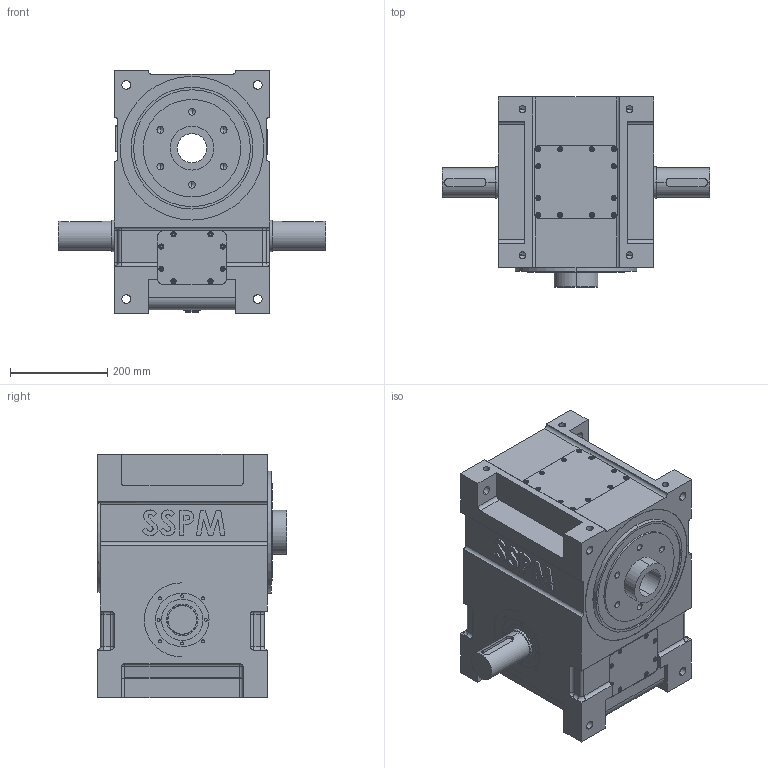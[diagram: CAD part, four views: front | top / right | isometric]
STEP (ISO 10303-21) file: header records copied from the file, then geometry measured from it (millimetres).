
FILE_DESCRIPTION (( 'STEP AP203' ), '1' );
FILE_NAME ('18DH標準外型圖.STEP', '2025-06-20T00:42:24', ( '' ), ( '' ), 'SwSTEP 2.0', 'SolidWorks 2018', '' );
FILE_SCHEMA (( 'CONFIG_CONTROL_DESIGN' ));
Length unit declared in the file: millimetre
Products named in the file (1): 18DH標準外型圖
Bounding box: 550 x 390 x 500 mm (x, y, z)
Volume: 49809564.7 mm3; surface area: 1113329.1 mm2
Topology: 1 solids, 1 shells, 961 faces, 2310 edges, 1464 vertices
Faces by surface type: plane 483, cylinder 323, torus 56, bspline 55, cone 28, sphere 16
Entity records: 30890 total; most frequent: CARTESIAN_POINT 8338, DIRECTION 4708, ORIENTED_EDGE 4532, EDGE_CURVE 2266, AXIS2_PLACEMENT_3D 1665, VERTEX_POINT 1464, VECTOR 1378, LINE 1378
